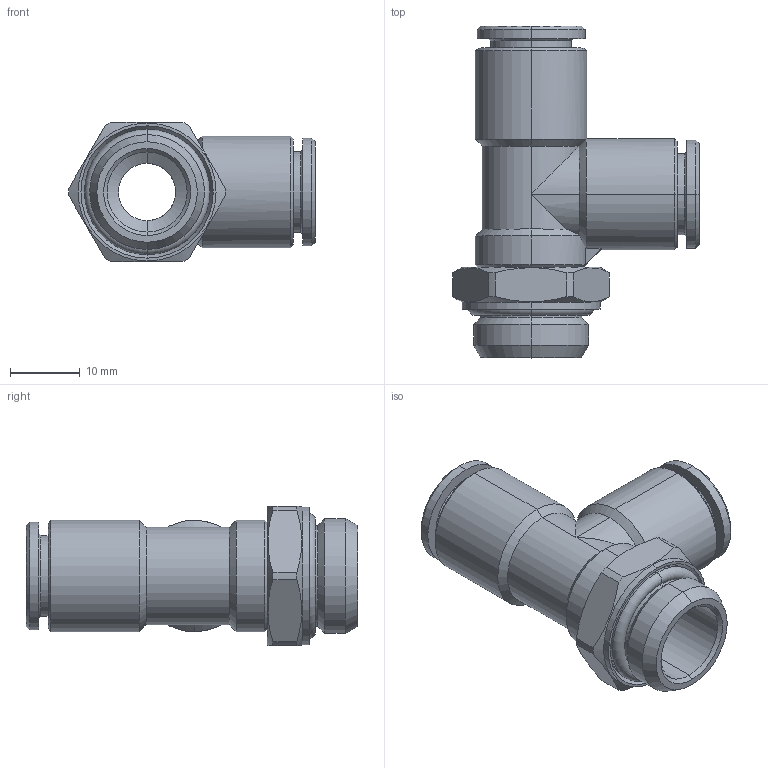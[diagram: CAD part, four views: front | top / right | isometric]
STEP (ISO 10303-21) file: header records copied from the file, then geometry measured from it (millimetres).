
FILE_DESCRIPTION (( 'STEP AP203' ), '1' );
FILE_NAME ('B0140053.STEP', '2011-04-13T09:20:19', ( '' ), ( 'sopra-pneumatic' ), 'SwSTEP 2.0', 'SolidWorks 2009', '' );
FILE_SCHEMA (( 'CONFIG_CONTROL_DESIGN' ));
Length unit declared in the file: millimetre
Products named in the file (1): B0140053
Bounding box: 35.4 x 47.65 x 20 mm (x, y, z)
Volume: 7790.3 mm3; surface area: 6707 mm2
Topology: 2 solids, 4 shells, 137 faces, 311 edges, 190 vertices
Faces by surface type: cylinder 58, cone 43, plane 32, torus 4
Entity records: 4085 total; most frequent: CARTESIAN_POINT 922, DIRECTION 680, ORIENTED_EDGE 622, EDGE_CURVE 311, AXIS2_PLACEMENT_3D 281, VERTEX_POINT 190, EDGE_LOOP 151, CIRCLE 143
